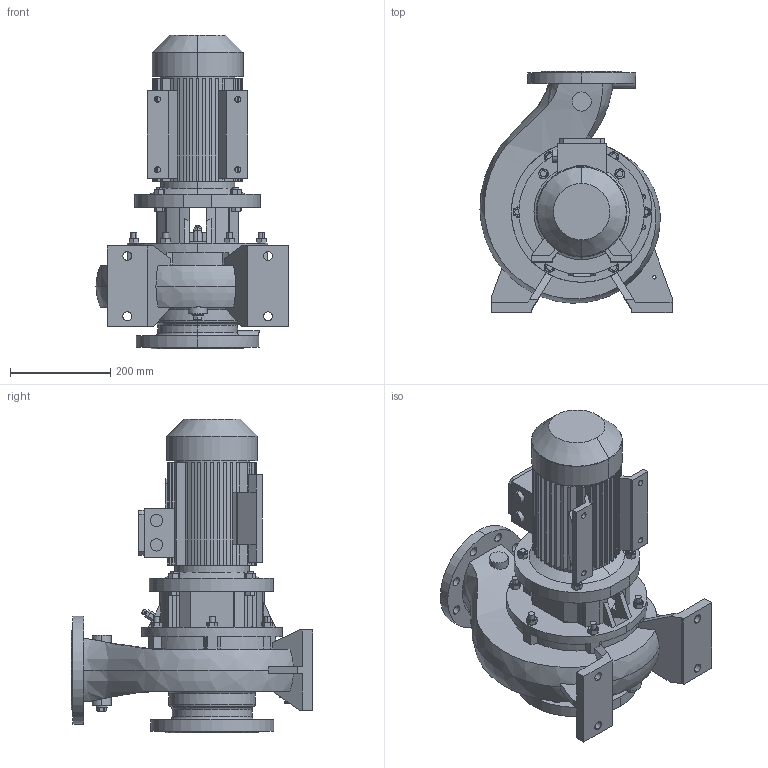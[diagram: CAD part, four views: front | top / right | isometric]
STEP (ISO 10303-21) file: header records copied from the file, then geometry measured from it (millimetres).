
FILE_DESCRIPTION (( 'STEP AP214' ), '1' );
FILE_NAME ('ﾌﾓ-311-200-ﾌ3-311-319-01-45.step', '2025-04-07T08:18:28', ( 'adb' ), ( '' ), 'SwSTEP 2.0', 'SolidWorks 2016', '' );
FILE_SCHEMA (( 'AUTOMOTIVE_DESIGN' ));
Length unit declared in the file: millimetre
Products named in the file (1): ﾌﾓ-311-200-ﾌ3-311-319-01-45
Bounding box: 382.41 x 480 x 625 mm (x, y, z)
Volume: 19390234.7 mm3; surface area: 1698696.4 mm2
Topology: 8 solids, 19 shells, 1044 faces, 2735 edges, 1791 vertices
Faces by surface type: plane 565, cylinder 362, cone 85, bspline 25, torus 7
Entity records: 52462 total; most frequent: CARTESIAN_POINT 15005, ORIENTED_EDGE 5466, DIRECTION 5276, EDGE_CURVE 2733, AXIS2_PLACEMENT_3D 1909, VERTEX_POINT 1791, LINE 1458, VECTOR 1458
